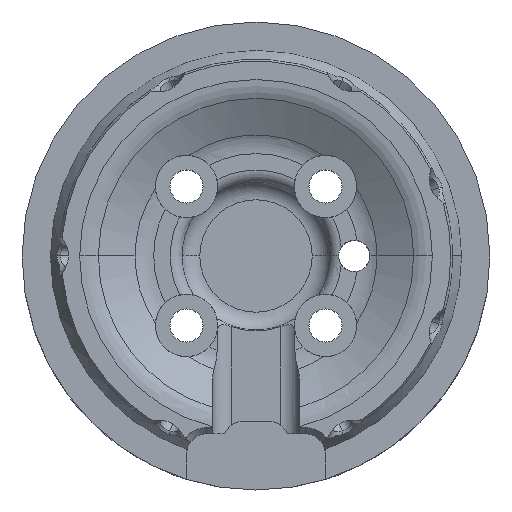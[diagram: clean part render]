
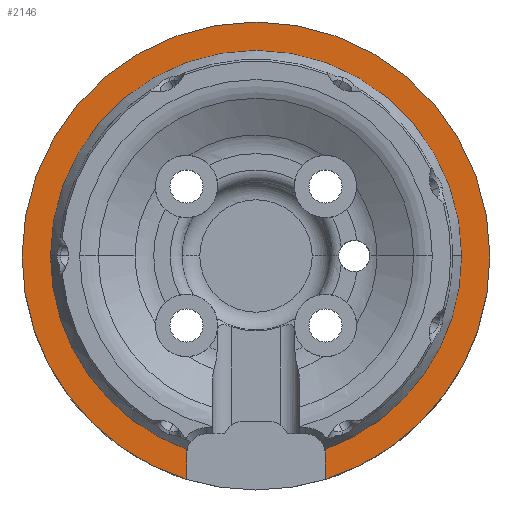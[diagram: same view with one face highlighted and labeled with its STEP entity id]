
A CAD part, top view. The second image highlights one B-rep face of the part: STEP entity #2146.
In plain terms, the highlighted planar face has unit normal (0, 0, 1).
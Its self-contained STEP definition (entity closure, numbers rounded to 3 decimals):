
#42 = CARTESIAN_POINT ( 'NONE',  ( 37.5, 0., 9.7 ) ) ;
#95 = CARTESIAN_POINT ( 'NONE',  ( 0., 0., 9.7 ) ) ;
#116 = DIRECTION ( 'NONE',  ( 1., 0., 0. ) ) ;
#135 = ORIENTED_EDGE ( 'NONE', *, *, #846, .T. ) ;
#137 = ORIENTED_EDGE ( 'NONE', *, *, #2222, .T. ) ;
#276 = ORIENTED_EDGE ( 'NONE', *, *, #441, .T. ) ;
#363 = CARTESIAN_POINT ( 'NONE',  ( 0., 0., 9.7 ) ) ;
#365 = CARTESIAN_POINT ( 'NONE',  ( -11.032, -31.041, 9.7 ) ) ;
#441 = EDGE_CURVE ( 'NONE', #1082, #2262, #5335, .T. ) ;
#456 = DIRECTION ( 'NONE',  ( 0., -1., 0. ) ) ;
#493 = ORIENTED_EDGE ( 'NONE', *, *, #4546, .T. ) ;
#517 = AXIS2_PLACEMENT_3D ( 'NONE', #4931, #2253, #2307 ) ;
#811 = CARTESIAN_POINT ( 'NONE',  ( -11.1, -31.7, 9.7 ) ) ;
#846 = EDGE_CURVE ( 'NONE', #3788, #3665, #1420, .T. ) ;
#894 = ORIENTED_EDGE ( 'NONE', *, *, #4558, .T. ) ;
#904 = EDGE_CURVE ( 'NONE', #2887, #4224, #1278, .T. ) ;
#1082 = VERTEX_POINT ( 'NONE', #4098 ) ;
#1188 = DIRECTION ( 'NONE',  ( 0., 1., 0. ) ) ;
#1271 = CARTESIAN_POINT ( 'NONE',  ( 0., 0., 9.7 ) ) ;
#1278 = LINE ( 'NONE', #3551, #3339 ) ;
#1334 = AXIS2_PLACEMENT_3D ( 'NONE', #2572, #2057, #3842 ) ;
#1338 = CARTESIAN_POINT ( 'NONE',  ( 11.1, -35.82, 9.7 ) ) ;
#1364 = DIRECTION ( 'NONE',  ( 0., 0., 1. ) ) ;
#1365 = CARTESIAN_POINT ( 'NONE',  ( 7.9, -31.7, 9.7 ) ) ;
#1386 = DIRECTION ( 'NONE',  ( 0., 0., 1. ) ) ;
#1420 = CIRCLE ( 'NONE', #2242, 37.5 ) ;
#1423 = AXIS2_PLACEMENT_3D ( 'NONE', #363, #4300, #1747 ) ;
#1621 = AXIS2_PLACEMENT_3D ( 'NONE', #1271, #3906, #5146 ) ;
#1634 = AXIS2_PLACEMENT_3D ( 'NONE', #2093, #5161, #3866 ) ;
#1686 = DIRECTION ( 'NONE',  ( 0., 0., 1. ) ) ;
#1728 = DIRECTION ( 'NONE',  ( 1., 0., 0. ) ) ;
#1747 = DIRECTION ( 'NONE',  ( 1., 0., 0. ) ) ;
#1804 = DIRECTION ( 'NONE',  ( 0., 0., 1. ) ) ;
#1860 = FACE_OUTER_BOUND ( 'NONE', #5327, .T. ) ;
#1970 = ORIENTED_EDGE ( 'NONE', *, *, #2951, .F. ) ;
#2035 = VERTEX_POINT ( 'NONE', #1338 ) ;
#2057 = DIRECTION ( 'NONE',  ( 0., 0., 1. ) ) ;
#2093 = CARTESIAN_POINT ( 'NONE',  ( 0., 0., 9.7 ) ) ;
#2146 = ADVANCED_FACE ( 'NONE', ( #1860 ), #4422, .T. ) ;
#2222 = EDGE_CURVE ( 'NONE', #2035, #3788, #4722, .T. ) ;
#2242 = AXIS2_PLACEMENT_3D ( 'NONE', #4829, #1364, #5253 ) ;
#2253 = DIRECTION ( 'NONE',  ( 0., 0., 1. ) ) ;
#2262 = VERTEX_POINT ( 'NONE', #5307 ) ;
#2291 = CIRCLE ( 'NONE', #3890, 37.5 ) ;
#2307 = DIRECTION ( 'NONE',  ( 1., 0., 0. ) ) ;
#2461 = CARTESIAN_POINT ( 'NONE',  ( 11.1, 0., 9.7 ) ) ;
#2500 = ORIENTED_EDGE ( 'NONE', *, *, #904, .F. ) ;
#2572 = CARTESIAN_POINT ( 'NONE',  ( -7.9, -31.7, 9.7 ) ) ;
#2634 = ORIENTED_EDGE ( 'NONE', *, *, #4984, .T. ) ;
#2755 = EDGE_CURVE ( 'NONE', #4570, #2887, #4585, .T. ) ;
#2887 = VERTEX_POINT ( 'NONE', #811 ) ;
#2901 = CARTESIAN_POINT ( 'NONE',  ( -11.1, -35.82, 9.7 ) ) ;
#2951 = EDGE_CURVE ( 'NONE', #5637, #4874, #4260, .T. ) ;
#2986 = CIRCLE ( 'NONE', #1423, 32.943 ) ;
#3046 = CARTESIAN_POINT ( 'NONE',  ( 11.1, -31.7, 9.7 ) ) ;
#3314 = CARTESIAN_POINT ( 'NONE',  ( -37.5, 0., 9.7 ) ) ;
#3339 = VECTOR ( 'NONE', #456, 1000. ) ;
#3499 = EDGE_CURVE ( 'NONE', #2035, #5637, #4865, .T. ) ;
#3551 = CARTESIAN_POINT ( 'NONE',  ( -11.1, 0., 9.7 ) ) ;
#3572 = DIRECTION ( 'NONE',  ( 1., 0., 0. ) ) ;
#3580 = AXIS2_PLACEMENT_3D ( 'NONE', #95, #1804, #116 ) ;
#3665 = VERTEX_POINT ( 'NONE', #3314 ) ;
#3788 = VERTEX_POINT ( 'NONE', #42 ) ;
#3842 = DIRECTION ( 'NONE',  ( 1., 0., 0. ) ) ;
#3866 = DIRECTION ( 'NONE',  ( 1., 0., 0. ) ) ;
#3890 = AXIS2_PLACEMENT_3D ( 'NONE', #4266, #1686, #1728 ) ;
#3906 = DIRECTION ( 'NONE',  ( 0., 0., -1. ) ) ;
#4098 = CARTESIAN_POINT ( 'NONE',  ( -32.943, 0., 9.7 ) ) ;
#4112 = VECTOR ( 'NONE', #1188, 1000. ) ;
#4224 = VERTEX_POINT ( 'NONE', #2901 ) ;
#4260 = CIRCLE ( 'NONE', #5192, 3.2 ) ;
#4266 = CARTESIAN_POINT ( 'NONE',  ( 0., 0., 9.7 ) ) ;
#4300 = DIRECTION ( 'NONE',  ( 0., 0., -1. ) ) ;
#4422 = PLANE ( 'NONE',  #3580 ) ;
#4546 = EDGE_CURVE ( 'NONE', #4570, #1082, #4971, .T. ) ;
#4558 = EDGE_CURVE ( 'NONE', #3665, #4224, #2291, .T. ) ;
#4567 = CARTESIAN_POINT ( 'NONE',  ( 11.032, -31.041, 9.7 ) ) ;
#4570 = VERTEX_POINT ( 'NONE', #365 ) ;
#4585 = CIRCLE ( 'NONE', #1334, 3.2 ) ;
#4722 = CIRCLE ( 'NONE', #517, 37.5 ) ;
#4829 = CARTESIAN_POINT ( 'NONE',  ( 0., 0., 9.7 ) ) ;
#4865 = LINE ( 'NONE', #2461, #4112 ) ;
#4874 = VERTEX_POINT ( 'NONE', #4567 ) ;
#4931 = CARTESIAN_POINT ( 'NONE',  ( 0., 0., 9.7 ) ) ;
#4945 = ORIENTED_EDGE ( 'NONE', *, *, #3499, .F. ) ;
#4971 = CIRCLE ( 'NONE', #1621, 32.943 ) ;
#4984 = EDGE_CURVE ( 'NONE', #2262, #4874, #2986, .T. ) ;
#5139 = ORIENTED_EDGE ( 'NONE', *, *, #2755, .F. ) ;
#5146 = DIRECTION ( 'NONE',  ( 1., 0., 0. ) ) ;
#5161 = DIRECTION ( 'NONE',  ( 0., 0., -1. ) ) ;
#5192 = AXIS2_PLACEMENT_3D ( 'NONE', #1365, #1386, #3572 ) ;
#5253 = DIRECTION ( 'NONE',  ( 1., 0., 0. ) ) ;
#5307 = CARTESIAN_POINT ( 'NONE',  ( 32.943, 0., 9.7 ) ) ;
#5327 = EDGE_LOOP ( 'NONE', ( #2500, #5139, #493, #276, #2634, #1970, #4945, #137, #135, #894 ) ) ;
#5335 = CIRCLE ( 'NONE', #1634, 32.943 ) ;
#5637 = VERTEX_POINT ( 'NONE', #3046 ) ;
